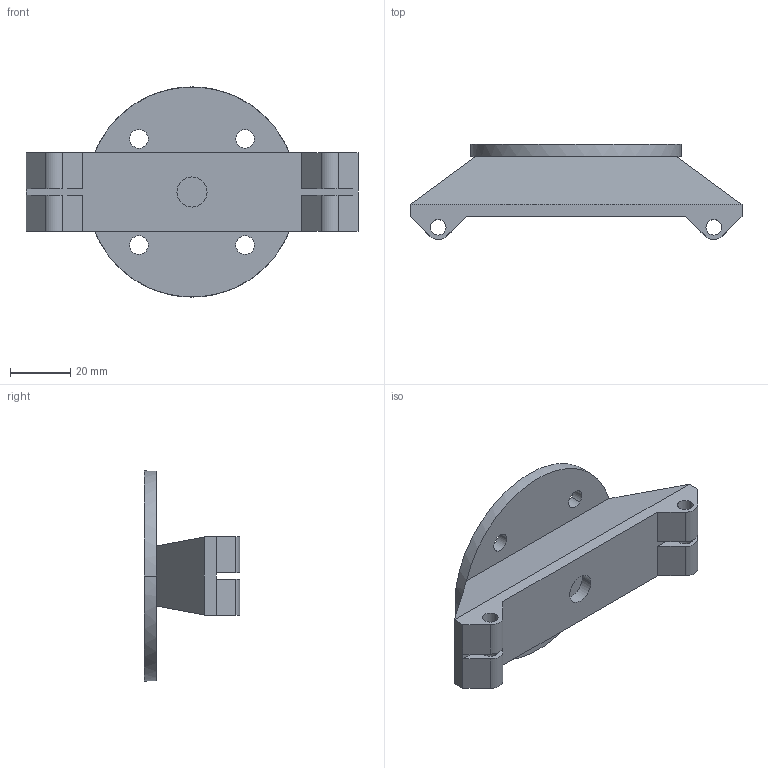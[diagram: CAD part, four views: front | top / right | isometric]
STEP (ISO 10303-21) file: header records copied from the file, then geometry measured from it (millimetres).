
FILE_DESCRIPTION (( 'STEP AP214' ), '1' );
FILE_NAME ('part5.STEP', '2025-03-04T02:43:01', ( '' ), ( '' ), 'SwSTEP 2.0', 'SolidWorks 2024', '' );
FILE_SCHEMA (( 'AUTOMOTIVE_DESIGN' ));
Length unit declared in the file: millimetre
Products named in the file (1): part5
Bounding box: 110.6 x 31.68 x 70 mm (x, y, z)
Volume: 62186.8 mm3; surface area: 17114.9 mm2
Topology: 1 solids, 1 shells, 51 faces, 128 edges, 80 vertices
Faces by surface type: plane 27, cylinder 24
Entity records: 1581 total; most frequent: DIRECTION 284, CARTESIAN_POINT 260, ORIENTED_EDGE 256, EDGE_CURVE 128, AXIS2_PLACEMENT_3D 104, VERTEX_POINT 80, VECTOR 76, LINE 76
